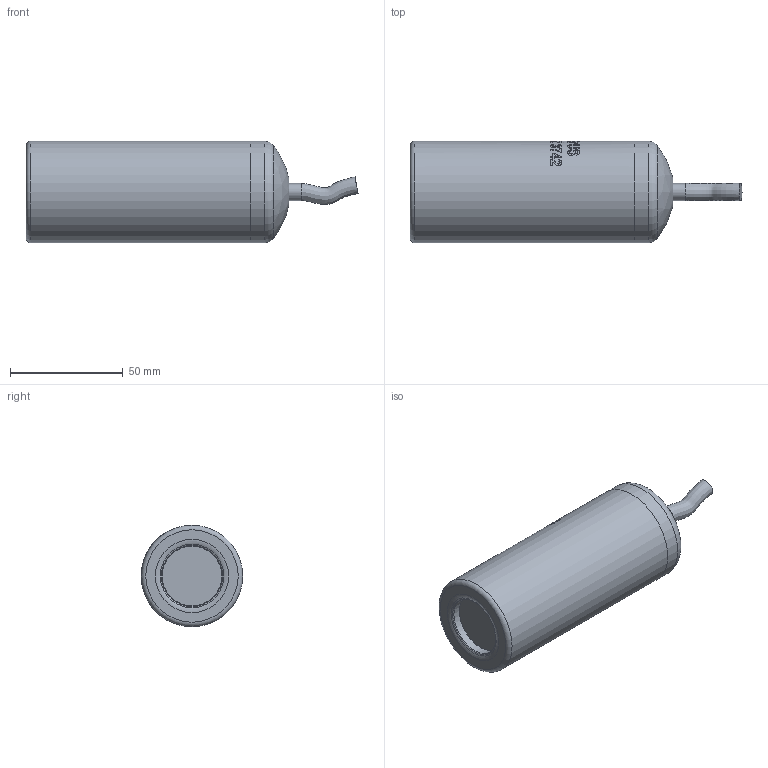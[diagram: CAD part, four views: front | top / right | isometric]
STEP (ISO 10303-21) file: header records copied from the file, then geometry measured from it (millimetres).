
FILE_DESCRIPTION(/* description */ (''),/* implementation_level */ '2;1');
FILE_NAME(/* name */ 'ALZ3742_standard.step',/* time_stamp */ '2021-07-28T11:13:23+03:00',/* author */ (''),/* organization */ (''),/* preprocessor_version */ 'ST-DEVELOPER v18.1',/* originating_system */ 'Autodesk Translation Framework v10.9.0.1377',/* authorisation */ '');
FILE_SCHEMA (('AUTOMOTIVE_DESIGN { 1 0 10303 214 3 1 1 }'));
Length unit declared in the file: millimetre
Products named in the file (2): АЛЗ 3742 - filled; ALZ 3742
Assembly tree (1 placements, depth 2):
  АЛЗ 3742 - filled
    ALZ 3742
Bounding box: 147.36 x 45 x 45 mm (x, y, z)
Volume: 177803.4 mm3; surface area: 20372 mm2
Topology: 2 solids, 3 shells, 262 faces, 704 edges, 469 vertices
Faces by surface type: bspline 206, cylinder 25, plane 21, torus 7, cone 2, sphere 1
Full cylindrical faces by diameter (mm): 7.6 x2, 26.5 x1, 30 x1, 45 x2
Entity records: 11953 total; most frequent: CARTESIAN_POINT 6662, ORIENTED_EDGE 1408, EDGE_CURVE 704, VERTEX_POINT 469, DIRECTION 461, B_SPLINE_CURVE_WITH_KNOTS 411, EDGE_LOOP 285, FACE_OUTER_BOUND 262
